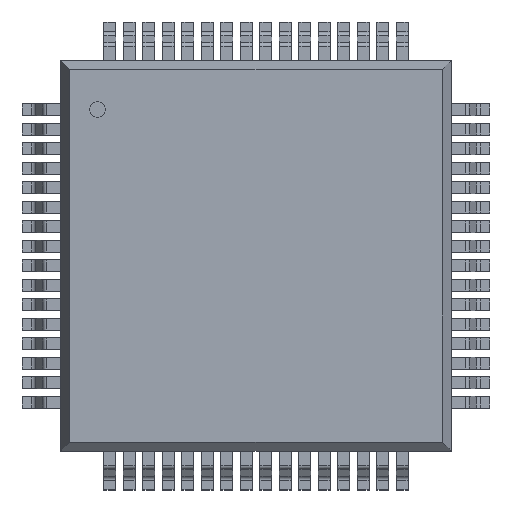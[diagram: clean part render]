
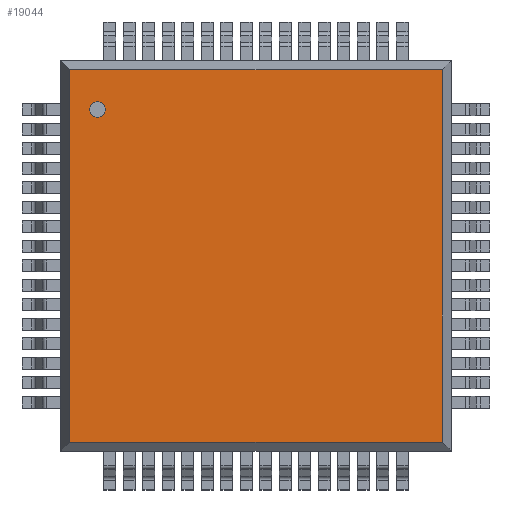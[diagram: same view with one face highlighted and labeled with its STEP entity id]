
A CAD part, top view. The second image highlights one B-rep face of the part: STEP entity #19044.
In plain terms, the highlighted planar face has unit normal (0, 0, 1).
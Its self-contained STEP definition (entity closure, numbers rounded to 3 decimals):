
#125 = ORIENTED_EDGE ( 'NONE', *, *, #27130, .F. ) ;
#630 = CARTESIAN_POINT ( 'NONE',  ( -4.775, -4.775, 1.6 ) ) ;
#1722 = CARTESIAN_POINT ( 'NONE',  ( 4.775, 4.775, 1.6 ) ) ;
#2264 = EDGE_CURVE ( 'NONE', #16357, #23715, #3011, .T. ) ;
#3011 = LINE ( 'NONE', #15425, #22017 ) ;
#3488 = VERTEX_POINT ( 'NONE', #30246 ) ;
#5104 = DIRECTION ( 'NONE',  ( 0., -1., 0. ) ) ;
#5152 = LINE ( 'NONE', #25895, #10057 ) ;
#5495 = CARTESIAN_POINT ( 'NONE',  ( -4.775, -4.775, 1.6 ) ) ;
#5669 = DIRECTION ( 'NONE',  ( -1., 0., 0. ) ) ;
#8167 = VECTOR ( 'NONE', #5104, 1000. ) ;
#8845 = ORIENTED_EDGE ( 'NONE', *, *, #28108, .F. ) ;
#10057 = VECTOR ( 'NONE', #30466, 1000. ) ;
#11418 = CARTESIAN_POINT ( 'NONE',  ( 4.775, -4.775, 1.6 ) ) ;
#13721 = LINE ( 'NONE', #14042, #17143 ) ;
#14042 = CARTESIAN_POINT ( 'NONE',  ( -4.776, 5.004, 1.6 ) ) ;
#15425 = CARTESIAN_POINT ( 'NONE',  ( -5.004, -4.776, 1.6 ) ) ;
#16357 = VERTEX_POINT ( 'NONE', #11418 ) ;
#16807 = DIRECTION ( 'NONE',  ( 0., 1., 0. ) ) ;
#17143 = VECTOR ( 'NONE', #16807, 1000. ) ;
#17592 = PLANE ( 'NONE',  #27281 ) ;
#19044 = ADVANCED_FACE ( 'NONE', ( #24553 ), #17592, .F. ) ;
#19654 = EDGE_CURVE ( 'NONE', #3488, #26059, #5152, .T. ) ;
#19744 = DIRECTION ( 'NONE',  ( 0., 0., -1. ) ) ;
#19954 = CARTESIAN_POINT ( 'NONE',  ( 4.776, -5.004, 1.6 ) ) ;
#20774 = ORIENTED_EDGE ( 'NONE', *, *, #19654, .F. ) ;
#22017 = VECTOR ( 'NONE', #5669, 1000. ) ;
#22609 = LINE ( 'NONE', #19954, #8167 ) ;
#23715 = VERTEX_POINT ( 'NONE', #630 ) ;
#24553 = FACE_OUTER_BOUND ( 'NONE', #28350, .T. ) ;
#25895 = CARTESIAN_POINT ( 'NONE',  ( 5.004, 4.776, 1.6 ) ) ;
#26059 = VERTEX_POINT ( 'NONE', #1722 ) ;
#27130 = EDGE_CURVE ( 'NONE', #26059, #16357, #22609, .T. ) ;
#27281 = AXIS2_PLACEMENT_3D ( 'NONE', #5495, #19744, #29504 ) ;
#28103 = ORIENTED_EDGE ( 'NONE', *, *, #2264, .F. ) ;
#28108 = EDGE_CURVE ( 'NONE', #23715, #3488, #13721, .T. ) ;
#28350 = EDGE_LOOP ( 'NONE', ( #125, #20774, #8845, #28103 ) ) ;
#29504 = DIRECTION ( 'NONE',  ( -1., 0., 0. ) ) ;
#30246 = CARTESIAN_POINT ( 'NONE',  ( -4.775, 4.775, 1.6 ) ) ;
#30466 = DIRECTION ( 'NONE',  ( 1., 0., 0. ) ) ;
